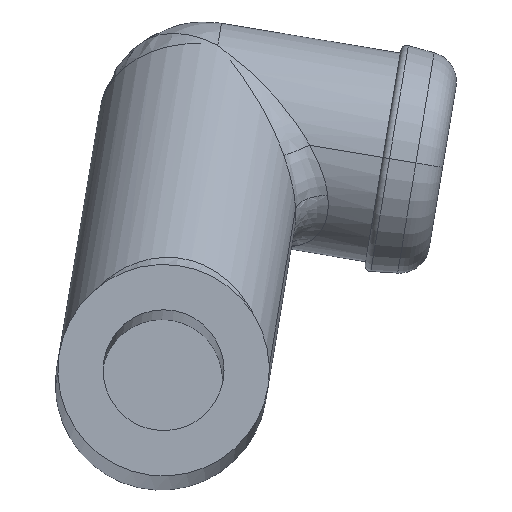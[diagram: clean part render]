
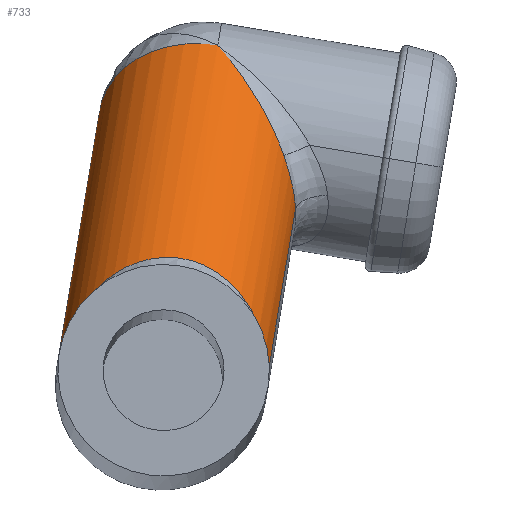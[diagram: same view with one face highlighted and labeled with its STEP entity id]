
A CAD part, front view. The second image highlights one B-rep face of the part: STEP entity #733.
In plain terms, the highlighted cylindrical face has radius 3.5 mm (diameter 7 mm), a partial arc.
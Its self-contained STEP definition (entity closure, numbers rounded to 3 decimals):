
#317=CARTESIAN_POINT('Vertex',(-11.533,-2.151,-4.195)) ;
#426=CARTESIAN_POINT('Control Point',(-11.533,-2.151,-4.195)) ;
#427=CARTESIAN_POINT('Control Point',(-11.53,-2.154,-4.197)) ;
#428=CARTESIAN_POINT('Control Point',(-11.528,-2.156,-4.2)) ;
#429=CARTESIAN_POINT('Control Point',(-11.526,-2.159,-4.202)) ;
#430=CARTESIAN_POINT('Control Point',(-11.523,-2.163,-4.206)) ;
#431=CARTESIAN_POINT('Control Point',(-11.52,-2.167,-4.21)) ;
#432=CARTESIAN_POINT('Control Point',(-11.518,-2.168,-4.211)) ;
#433=CARTESIAN_POINT('Control Point',(-11.304,-2.421,-4.448)) ;
#434=CARTESIAN_POINT('Control Point',(-11.093,-2.66,-4.703)) ;
#435=CARTESIAN_POINT('Control Point',(-10.887,-2.884,-4.972)) ;
#436=CARTESIAN_POINT('Control Point',(-10.576,-3.202,-5.411)) ;
#437=CARTESIAN_POINT('Control Point',(-10.281,-3.477,-5.887)) ;
#438=CARTESIAN_POINT('Control Point',(-10.179,-3.568,-6.058)) ;
#439=CARTESIAN_POINT('Control Point',(-9.976,-3.74,-6.419)) ;
#440=CARTESIAN_POINT('Control Point',(-9.784,-3.884,-6.798)) ;
#441=CARTESIAN_POINT('Control Point',(-9.689,-3.949,-6.997)) ;
#442=CARTESIAN_POINT('Control Point',(-9.561,-4.027,-7.285)) ;
#443=CARTESIAN_POINT('Control Point',(-9.442,-4.084,-7.583)) ;
#444=CARTESIAN_POINT('Control Point',(-9.408,-4.099,-7.671)) ;
#445=CARTESIAN_POINT('Control Point',(-9.375,-4.112,-7.761)) ;
#446=CARTESIAN_POINT('Control Point',(-9.343,-4.122,-7.85)) ;
#447=CARTESIAN_POINT('Vertex',(-9.343,-4.122,-7.85)) ;
#501=CARTESIAN_POINT('Control Point',(-9.343,-4.122,-7.85)) ;
#502=CARTESIAN_POINT('Control Point',(-9.283,-4.142,-8.02)) ;
#503=CARTESIAN_POINT('Control Point',(-9.226,-4.154,-8.192)) ;
#504=CARTESIAN_POINT('Control Point',(-9.174,-4.156,-8.367)) ;
#505=CARTESIAN_POINT('Control Point',(-9.081,-4.142,-8.718)) ;
#506=CARTESIAN_POINT('Control Point',(-9.013,-4.083,-9.071)) ;
#507=CARTESIAN_POINT('Control Point',(-8.987,-4.041,-9.247)) ;
#508=CARTESIAN_POINT('Control Point',(-8.968,-3.986,-9.42)) ;
#509=CARTESIAN_POINT('Control Point',(-8.96,-3.918,-9.588)) ;
#510=CARTESIAN_POINT('Vertex',(-8.96,-3.918,-9.588)) ;
#666=CARTESIAN_POINT('Vertex',(-15.458,0.445,-6.918)) ;
#669=CARTESIAN_POINT('Axis2P3D Location',(-11.986,0.,-6.918)) ;
#680=CARTESIAN_POINT('Axis2P3D Location',(-12.816,-6.477,-11.897)) ;
#685=CARTESIAN_POINT('Line Origine',(-16.288,-6.032,-11.897)) ;
#689=CARTESIAN_POINT('Vertex',(-16.877,-10.628,-15.43)) ;
#693=CARTESIAN_POINT('Control Point',(-16.877,-10.628,-15.43)) ;
#694=CARTESIAN_POINT('Control Point',(-16.894,-10.764,-15.229)) ;
#695=CARTESIAN_POINT('Control Point',(-16.886,-10.904,-15.028)) ;
#696=CARTESIAN_POINT('Control Point',(-16.854,-11.043,-14.831)) ;
#697=CARTESIAN_POINT('Vertex',(-16.854,-11.043,-14.831)) ;
#701=CARTESIAN_POINT('Control Point',(-9.88,-11.102,-15.11)) ;
#702=CARTESIAN_POINT('Control Point',(-9.886,-11.148,-14.415)) ;
#703=CARTESIAN_POINT('Control Point',(-10.013,-11.193,-13.72)) ;
#704=CARTESIAN_POINT('Control Point',(-10.266,-11.235,-13.053)) ;
#705=CARTESIAN_POINT('Control Point',(-10.921,-11.293,-12.07)) ;
#706=CARTESIAN_POINT('Control Point',(-11.902,-11.324,-11.452)) ;
#707=CARTESIAN_POINT('Control Point',(-12.327,-11.33,-11.284)) ;
#708=CARTESIAN_POINT('Control Point',(-13.327,-11.331,-11.107)) ;
#709=CARTESIAN_POINT('Control Point',(-14.322,-11.303,-11.351)) ;
#710=CARTESIAN_POINT('Control Point',(-14.828,-11.281,-11.606)) ;
#711=CARTESIAN_POINT('Control Point',(-15.724,-11.225,-12.289)) ;
#712=CARTESIAN_POINT('Control Point',(-16.35,-11.156,-13.224)) ;
#713=CARTESIAN_POINT('Control Point',(-16.593,-11.119,-13.738)) ;
#714=CARTESIAN_POINT('Control Point',(-16.761,-11.081,-14.279)) ;
#715=CARTESIAN_POINT('Control Point',(-16.854,-11.043,-14.831)) ;
#716=CARTESIAN_POINT('Vertex',(-9.88,-11.102,-15.11)) ;
#719=CARTESIAN_POINT('Line Origine',(-9.345,-6.921,-11.897)) ;
#670=DIRECTION('Axis2P3D Direction',(-0.101,-0.789,-0.606)) ;
#681=DIRECTION('Axis2P3D Direction',(-0.101,-0.789,-0.606)) ;
#682=DIRECTION('Axis2P3D XDirection',(0.992,-0.127,0.)) ;
#686=DIRECTION('Vector Direction',(-0.101,-0.789,-0.606)) ;
#720=DIRECTION('Vector Direction',(-0.101,-0.789,-0.606)) ;
#671=AXIS2_PLACEMENT_3D('Circle Axis2P3D',#669,#670,$) ;
#683=AXIS2_PLACEMENT_3D('Cylinder Axis2P3D',#680,#681,#682) ;
#725=ORIENTED_EDGE('',*,*,#673,.T.) ;
#726=ORIENTED_EDGE('',*,*,#691,.T.) ;
#727=ORIENTED_EDGE('',*,*,#699,.F.) ;
#728=ORIENTED_EDGE('',*,*,#718,.T.) ;
#729=ORIENTED_EDGE('',*,*,#723,.F.) ;
#730=ORIENTED_EDGE('',*,*,#512,.T.) ;
#731=ORIENTED_EDGE('',*,*,#449,.T.) ;
#687=VECTOR('Line Direction',#686,1.) ;
#721=VECTOR('Line Direction',#720,1.) ;
#733=ADVANCED_FACE('PartBody',(#732),#684,.T.) ;
#425=B_SPLINE_CURVE_WITH_KNOTS('',5,(#426,#427,#428,#429,#430,#431,#432,#433,#434,#435,#436,#437,#438,#439,#440,#441,#442,#443,#444,#445,#446),.UNSPECIFIED.,.F.,.U.,(6,3,3,3,3,3,6),(0.,0.028,0.045,2.91,4.456,6.077,6.756),.UNSPECIFIED.) ;
#500=B_SPLINE_CURVE_WITH_KNOTS('',5,(#501,#502,#503,#504,#505,#506,#507,#508,#509),.UNSPECIFIED.,.F.,.U.,(6,3,6),(0.,1.282,2.567),.UNSPECIFIED.) ;
#692=B_SPLINE_CURVE_WITH_KNOTS('',3,(#693,#694,#695,#696),.UNSPECIFIED.,.F.,.U.,(4,4),(3.113,4.145),.UNSPECIFIED.) ;
#700=B_SPLINE_CURVE_WITH_KNOTS('',5,(#701,#702,#703,#704,#705,#706,#707,#708,#709,#710,#711,#712,#713,#714,#715),.UNSPECIFIED.,.F.,.U.,(6,3,3,3,6),(0.,4.928,8.09,11.985,15.957),.UNSPECIFIED.) ;
#672=CIRCLE('generated circle',#671,3.5) ;
#684=CYLINDRICAL_SURFACE('generated cylinder',#683,3.5) ;
#449=EDGE_CURVE('',#448,#318,#425,.F.) ;
#512=EDGE_CURVE('',#511,#448,#500,.F.) ;
#673=EDGE_CURVE('',#318,#667,#672,.T.) ;
#691=EDGE_CURVE('',#667,#690,#688,.T.) ;
#699=EDGE_CURVE('',#698,#690,#692,.F.) ;
#718=EDGE_CURVE('',#698,#717,#700,.F.) ;
#723=EDGE_CURVE('',#511,#717,#722,.T.) ;
#724=EDGE_LOOP('',(#725,#726,#727,#728,#729,#730,#731)) ;
#732=FACE_OUTER_BOUND('',#724,.T.) ;
#688=LINE('Line',#685,#687) ;
#722=LINE('Line',#719,#721) ;
#318=VERTEX_POINT('',#317) ;
#448=VERTEX_POINT('',#447) ;
#511=VERTEX_POINT('',#510) ;
#667=VERTEX_POINT('',#666) ;
#690=VERTEX_POINT('',#689) ;
#698=VERTEX_POINT('',#697) ;
#717=VERTEX_POINT('',#716) ;
